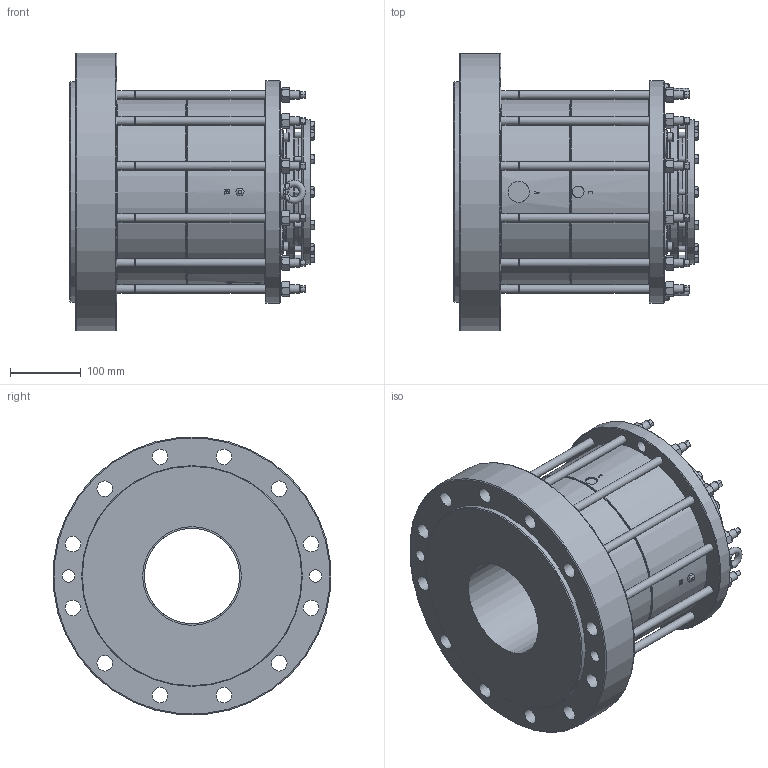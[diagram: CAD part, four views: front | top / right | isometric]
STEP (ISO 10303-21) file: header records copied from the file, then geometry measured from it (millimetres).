
FILE_DESCRIPTION(/* description */ ('Unknown'),/* implementation_level */ '2;1');
FILE_NAME(/* name */ '140mm',/* time_stamp */ '2023-04-14T10:16:50+01:00',/* author */ ('Unknown'),/* organization */ ('Unknown'),/* preprocessor_version */ 'ST-DEVELOPER v18.102',/* originating_system */ 'Solid Edge',/* authorisation */ 'Unknown');
FILE_SCHEMA (('AUTOMOTIVE_DESIGN {1 0 10303 214 3 1 1}'));
Length unit declared in the file: millimetre
Products named in the file (1): 140mm
Bounding box: 346.55 x 393.24 x 393.24 mm (x, y, z)
Volume: 17233312.5 mm3; surface area: 997869.4 mm2
Topology: 1 solids, 1 shells, 1105 faces, 2812 edges, 1767 vertices
Faces by surface type: plane 454, cone 325, cylinder 248, bspline 40, torus 38
Full cylindrical faces by diameter (mm): 2.5 x4, 3.175 x2, 4.94 x1, 8 x14, 12 x48, 12.5 x1, 13 x4, 16.002 x1, 16.5 x1, 17.5 x4, 22 x14, 30 x2, 39.624 x4, 135 x3, 135.179 x1, 140 x1, 151.181 x1, 153.924 x1, 158.75 x1, 204.241 x2, 239.852 x1, 264.947 x1, 266.979 x1, 312.75 x1, 315.468 x1, 394.741 x1
Entity records: 33658 total; most frequent: CARTESIAN_POINT 9310, ORIENTED_EDGE 4894, DIRECTION 4821, EDGE_CURVE 2447, AXIS2_PLACEMENT_3D 2027, VERTEX_POINT 1627, FACE_BOUND 1550, EDGE_LOOP 1546
